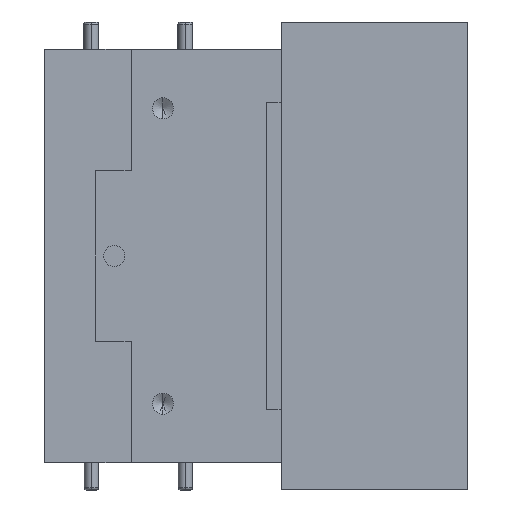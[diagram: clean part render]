
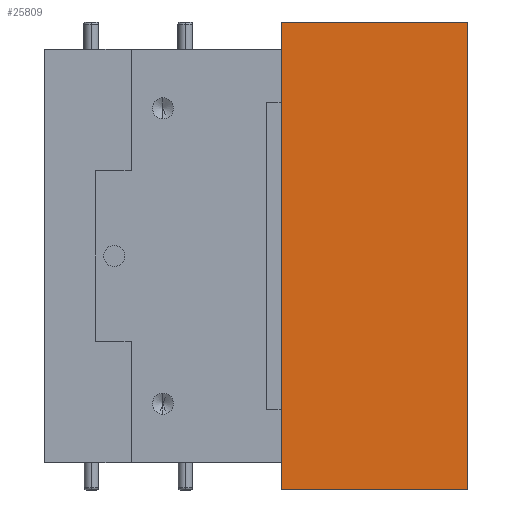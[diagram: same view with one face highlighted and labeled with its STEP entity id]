
A CAD part, left-side view. The second image highlights one B-rep face of the part: STEP entity #25809.
In plain terms, the highlighted planar face has unit normal (-1, 0, 0).
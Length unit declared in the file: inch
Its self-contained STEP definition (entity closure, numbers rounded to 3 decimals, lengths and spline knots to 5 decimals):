
#314 = CARTESIAN_POINT ( 'NONE',  ( -0.988, -1.288, -0.988 ) ) ;
#1183 = EDGE_CURVE ( 'NONE', #2877, #28254, #42219, .T. ) ;
#2368 = EDGE_LOOP ( 'NONE', ( #21749, #9384, #52357, #16113 ) ) ;
#2877 = VERTEX_POINT ( 'NONE', #19215 ) ;
#5227 = CARTESIAN_POINT ( 'NONE',  ( -0.988, -1.288, -0.988 ) ) ;
#7232 = CARTESIAN_POINT ( 'NONE',  ( -0.988, -1.288, 0.988 ) ) ;
#7887 = PLANE ( 'NONE',  #33663 ) ;
#9384 = ORIENTED_EDGE ( 'NONE', *, *, #49967, .F. ) ;
#9968 = VECTOR ( 'NONE', #50081, 39.37008 ) ;
#15675 = DIRECTION ( 'NONE',  ( 1., 0., 0. ) ) ;
#16113 = ORIENTED_EDGE ( 'NONE', *, *, #17757, .T. ) ;
#17757 = EDGE_CURVE ( 'NONE', #42659, #2877, #30781, .T. ) ;
#19215 = CARTESIAN_POINT ( 'NONE',  ( -0.988, -0.5, -0.988 ) ) ;
#21749 = ORIENTED_EDGE ( 'NONE', *, *, #1183, .T. ) ;
#21806 = EDGE_CURVE ( 'NONE', #42659, #39509, #43401, .T. ) ;
#22850 = VECTOR ( 'NONE', #34441, 39.37008 ) ;
#23965 = FACE_OUTER_BOUND ( 'NONE', #2368, .T. ) ;
#25809 = ADVANCED_FACE ( 'NONE', ( #23965 ), #7887, .F. ) ;
#26485 = DIRECTION ( 'NONE',  ( 0., 0., -1. ) ) ;
#28254 = VERTEX_POINT ( 'NONE', #314 ) ;
#30781 = LINE ( 'NONE', #50628, #39062 ) ;
#32044 = DIRECTION ( 'NONE',  ( 0., 0., -1. ) ) ;
#33663 = AXIS2_PLACEMENT_3D ( 'NONE', #44611, #15675, #32044 ) ;
#34441 = DIRECTION ( 'NONE',  ( 0., -1., 0. ) ) ;
#34624 = CARTESIAN_POINT ( 'NONE',  ( -0.988, -1.288, 0.988 ) ) ;
#39062 = VECTOR ( 'NONE', #26485, 39.37008 ) ;
#39509 = VERTEX_POINT ( 'NONE', #34624 ) ;
#40241 = VECTOR ( 'NONE', #47445, 39.37008 ) ;
#42219 = LINE ( 'NONE', #5227, #22850 ) ;
#42659 = VERTEX_POINT ( 'NONE', #51116 ) ;
#43401 = LINE ( 'NONE', #7232, #40241 ) ;
#44611 = CARTESIAN_POINT ( 'NONE',  ( -0.988, -1.288, 0.988 ) ) ;
#45790 = LINE ( 'NONE', #50347, #9968 ) ;
#47445 = DIRECTION ( 'NONE',  ( 0., -1., 0. ) ) ;
#49967 = EDGE_CURVE ( 'NONE', #39509, #28254, #45790, .T. ) ;
#50081 = DIRECTION ( 'NONE',  ( 0., 0., -1. ) ) ;
#50347 = CARTESIAN_POINT ( 'NONE',  ( -0.988, -1.288, 0.988 ) ) ;
#50628 = CARTESIAN_POINT ( 'NONE',  ( -0.988, -0.5, 0.988 ) ) ;
#51116 = CARTESIAN_POINT ( 'NONE',  ( -0.988, -0.5, 0.988 ) ) ;
#52357 = ORIENTED_EDGE ( 'NONE', *, *, #21806, .F. ) ;
